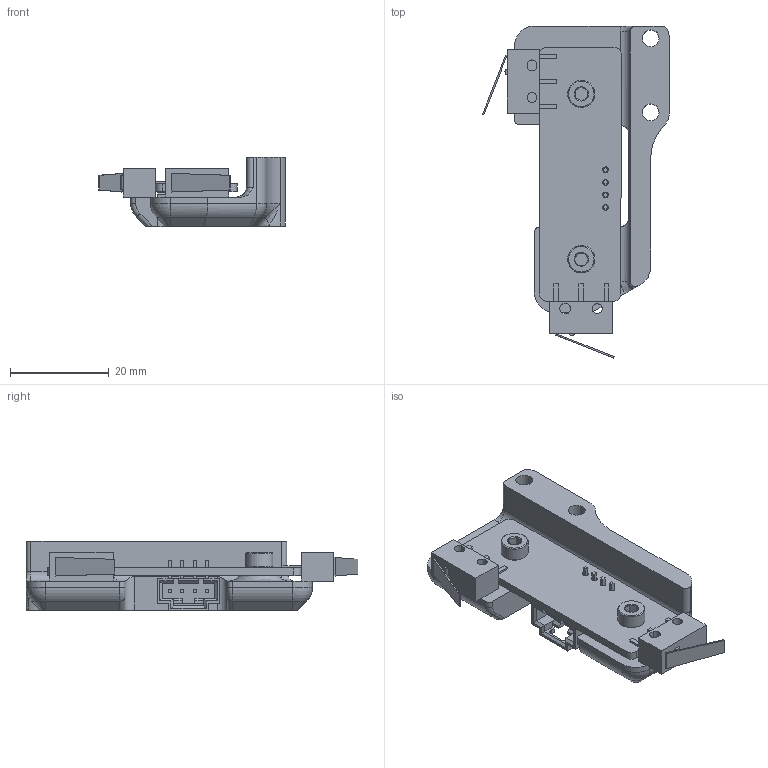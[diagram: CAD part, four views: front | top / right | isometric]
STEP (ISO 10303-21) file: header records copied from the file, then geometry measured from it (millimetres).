
FILE_DESCRIPTION(/* description */ ('','CAx-IF Rec.Pracs.---Representation and Presentation of Product Manufacturing Information (PMI)---4.0---2014-10-13'),/* implementation_level */ '2;1');
FILE_NAME(/* name */ 'D2F Endstop Pod Stock Voron Takeoff Edition.step',/* time_stamp */ '2025-03-03T20:41:54-05:00',/* author */ (''),/* organization */ (''),/* preprocessor_version */ 'ST-DEVELOPER v20',/* originating_system */ 'Autodesk Translation Framework v13.20.0.188',/* authorisation */ '');
FILE_SCHEMA (('AP242_MANAGED_MODEL_BASED_3D_ENGINEERING_MIM_LF { 1 0 10303 442 1 1 4 }'));
Length unit declared in the file: millimetre
Products named in the file (10): Microswitch Edge Pod; MZBOT_XY-Endstop; D2F_L; D2F_L_1; SOLID; 1X4_CONN_L_RA; 1X4_CONN_L_RA_1; SOLID (1); COMPOUND; M3x8 SHCS (1) (1) (1)
Assembly tree (12 placements, depth 4):
  Microswitch Edge Pod
    MZBOT_XY-Endstop
      D2F_L
        SOLID
      D2F_L_1
        SOLID
      1X4_CONN_L_RA
        SOLID (1)
      1X4_CONN_L_RA_1
        SOLID (1)
      COMPOUND
    M3x8 SHCS (1) (1) (1)  x2
Bounding box: 37.85 x 67.25 x 14.16 mm (x, y, z)
Volume: 11478.3 mm3; surface area: 9781.3 mm2
Topology: 8 solids, 8 shells, 481 faces, 1225 edges, 780 vertices
Faces by surface type: plane 368, cylinder 73, cone 24, bspline 9, torus 4, sphere 3
Full cylindrical faces by diameter (mm): 1.168 x4, 2 x2, 2.8 x2, 3 x2, 3.4 x2, 3.5 x2, 4.3 x2, 5.5 x2
Entity records: 9257 total; most frequent: CARTESIAN_POINT 1984, ORIENTED_EDGE 1456, DIRECTION 1442, EDGE_CURVE 728, LINE 558, VECTOR 558, VERTEX_POINT 463, AXIS2_PLACEMENT_3D 442
